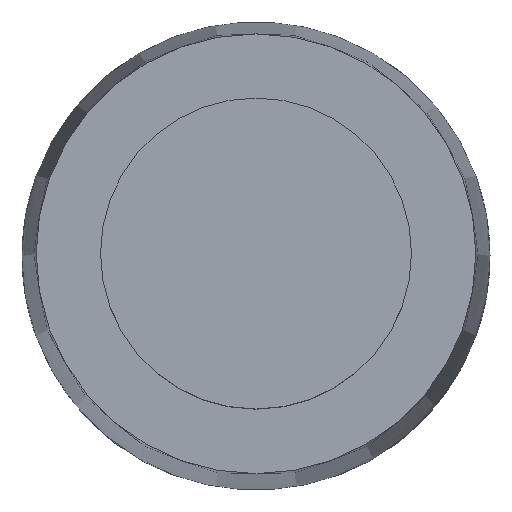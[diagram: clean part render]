
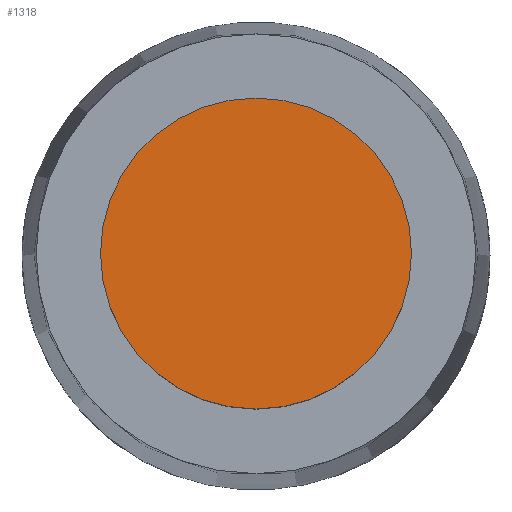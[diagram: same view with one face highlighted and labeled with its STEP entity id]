
A CAD part, top view. The second image highlights one B-rep face of the part: STEP entity #1318.
In plain terms, the highlighted planar face has unit normal (0, 0, 1).
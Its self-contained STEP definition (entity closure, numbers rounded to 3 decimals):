
#738 = CYLINDRICAL_SURFACE('',#739,0.031);
#739 = AXIS2_PLACEMENT_3D('',#740,#741,#742);
#740 = CARTESIAN_POINT('',(0.,0.,0.296));
#741 = DIRECTION('',(-0.,-0.,-1.));
#742 = DIRECTION('',(1.,0.,0.));
#1082 = VERTEX_POINT('',#1083);
#1083 = CARTESIAN_POINT('',(0.031,0.,
    0.325));
#1104 = EDGE_CURVE('',#1082,#1082,#1105,.T.);
#1105 = SURFACE_CURVE('',#1106,(#1111,#1118),.PCURVE_S1.);
#1106 = CIRCLE('',#1107,0.031);
#1107 = AXIS2_PLACEMENT_3D('',#1108,#1109,#1110);
#1108 = CARTESIAN_POINT('',(0.,0.,0.325));
#1109 = DIRECTION('',(0.,0.,1.));
#1110 = DIRECTION('',(1.,0.,0.));
#1111 = PCURVE('',#738,#1112);
#1112 = DEFINITIONAL_REPRESENTATION('',(#1113),#1117);
#1113 = LINE('',#1114,#1115);
#1114 = CARTESIAN_POINT('',(-0.,-0.029));
#1115 = VECTOR('',#1116,1.);
#1116 = DIRECTION('',(-1.,0.));
#1117 = ( GEOMETRIC_REPRESENTATION_CONTEXT(2) 
PARAMETRIC_REPRESENTATION_CONTEXT() REPRESENTATION_CONTEXT('2D SPACE',''
  ) );
#1118 = PCURVE('',#1119,#1124);
#1119 = PLANE('',#1120);
#1120 = AXIS2_PLACEMENT_3D('',#1121,#1122,#1123);
#1121 = CARTESIAN_POINT('',(0.,0.,
    0.325));
#1122 = DIRECTION('',(0.,0.,1.));
#1123 = DIRECTION('',(1.,0.,0.));
#1124 = DEFINITIONAL_REPRESENTATION('',(#1125),#1129);
#1125 = CIRCLE('',#1126,0.031);
#1126 = AXIS2_PLACEMENT_2D('',#1127,#1128);
#1127 = CARTESIAN_POINT('',(0.,0.));
#1128 = DIRECTION('',(1.,0.));
#1129 = ( GEOMETRIC_REPRESENTATION_CONTEXT(2) 
PARAMETRIC_REPRESENTATION_CONTEXT() REPRESENTATION_CONTEXT('2D SPACE',''
  ) );
#1318 = ADVANCED_FACE('',(#1319),#1119,.T.);
#1319 = FACE_BOUND('',#1320,.T.);
#1320 = EDGE_LOOP('',(#1321));
#1321 = ORIENTED_EDGE('',*,*,#1104,.T.);
